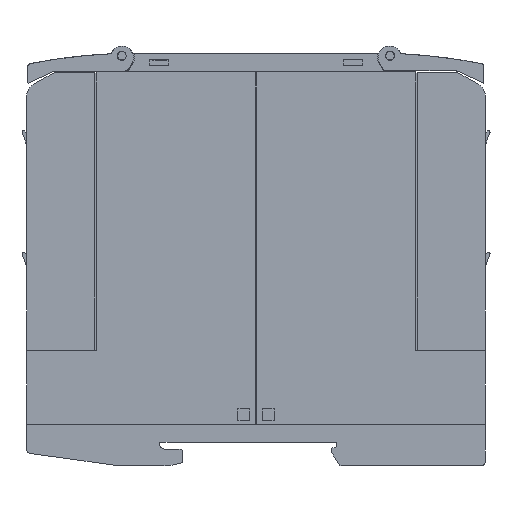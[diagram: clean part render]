
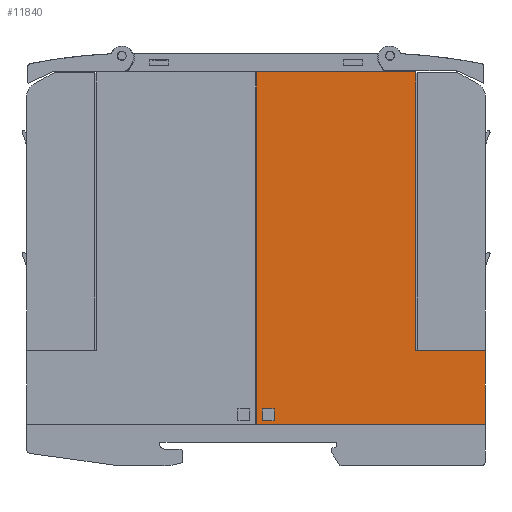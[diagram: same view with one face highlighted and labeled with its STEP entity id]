
A CAD part, left-side view. The second image highlights one B-rep face of the part: STEP entity #11840.
In plain terms, the highlighted planar face has unit normal (-1, 0, 0).
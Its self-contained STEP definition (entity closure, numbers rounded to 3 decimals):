
#11840=ADVANCED_FACE('',(#31130,#31131),#31132,.T.);
#13392=VERTEX_POINT('',#32756);
#13400=VERTEX_POINT('',#32764);
#13404=EDGE_CURVE('',#13392,#13400,#32768,.T.);
#25962=VERTEX_POINT('',#45326);
#25966=VERTEX_POINT('',#45330);
#25968=EDGE_CURVE('',#25966,#25962,#45332,.T.);
#25980=VERTEX_POINT('',#45344);
#25984=EDGE_CURVE('',#25962,#25980,#45348,.T.);
#26000=VERTEX_POINT('',#45364);
#26004=VERTEX_POINT('',#45368);
#26006=EDGE_CURVE('',#26000,#26004,#45370,.T.);
#26022=VERTEX_POINT('',#45386);
#26026=EDGE_CURVE('',#25980,#26022,#45390,.T.);
#26030=EDGE_CURVE('',#26022,#25966,#45394,.T.);
#26032=VERTEX_POINT('',#45396);
#26034=EDGE_CURVE('',#13400,#26032,#45398,.T.);
#26042=VERTEX_POINT('',#45406);
#26044=EDGE_CURVE('',#26042,#13392,#45408,.T.);
#26052=EDGE_CURVE('',#26032,#26004,#45416,.T.);
#26054=EDGE_CURVE('',#26000,#26042,#45418,.T.);
#31130=FACE_OUTER_BOUND('',#50484,.T.);
#31131=FACE_BOUND('',#50485,.T.);
#31132=PLANE('',#50486);
#32756=CARTESIAN_POINT('',(0.0,1.03,25.101));
#32764=CARTESIAN_POINT('',(0.0,16.13,25.101));
#32768=LINE('',#53024,#53025);
#45326=CARTESIAN_POINT('',(0.0,47.03,12.401));
#45330=CARTESIAN_POINT('',(0.0,49.63,12.401));
#45332=LINE('',#73084,#73085);
#45344=CARTESIAN_POINT('',(0.0,47.03,9.801));
#45348=LINE('',#73112,#73113);
#45364=CARTESIAN_POINT('',(0.0,50.93,9.001));
#45368=CARTESIAN_POINT('',(0.0,50.93,85.801));
#45370=LINE('',#73144,#73145);
#45386=CARTESIAN_POINT('',(0.0,49.63,9.801));
#45390=LINE('',#73176,#73177);
#45394=LINE('',#73184,#73185);
#45396=CARTESIAN_POINT('',(0.0,16.13,85.801));
#45398=LINE('',#73190,#73191);
#45406=CARTESIAN_POINT('',(0.0,1.03,9.001));
#45408=LINE('',#73206,#73207);
#45416=LINE('',#73220,#73221);
#45418=LINE('',#73224,#73225);
#50484=EDGE_LOOP('',(#88315,#88316,#88317,#88318,#88319,#88320));
#50485=EDGE_LOOP('',(#88321,#88322,#88323,#88324));
#50486=AXIS2_PLACEMENT_3D('',#88325,#88326,#88327);
#53024=CARTESIAN_POINT('',(0.0,4.78,25.101));
#53025=VECTOR('',#89444,1.0);
#73084=CARTESIAN_POINT('',(0.0,24.68,12.401));
#73085=VECTOR('',#94144,1.0);
#73112=CARTESIAN_POINT('',(0.0,47.03,10.051));
#73113=VECTOR('',#94150,1.0);
#73144=CARTESIAN_POINT('',(0.0,50.93,9.001));
#73145=VECTOR('',#94155,1.0);
#73176=CARTESIAN_POINT('',(0.0,24.68,9.801));
#73177=VECTOR('',#94161,1.0);
#73184=CARTESIAN_POINT('',(0.0,49.63,10.051));
#73185=VECTOR('',#94163,1.0);
#73190=CARTESIAN_POINT('',(0.0,16.13,32.226));
#73191=VECTOR('',#94164,1.0);
#73206=CARTESIAN_POINT('',(0.0,1.03,9.001));
#73207=VECTOR('',#94167,1.0);
#73220=CARTESIAN_POINT('',(0.0,50.93,85.801));
#73221=VECTOR('',#94170,1.0);
#73224=CARTESIAN_POINT('',(0.0,50.93,9.001));
#73225=VECTOR('',#94171,1.0);
#88315=ORIENTED_EDGE('',*,*,#13404,.T.);
#88316=ORIENTED_EDGE('',*,*,#26034,.T.);
#88317=ORIENTED_EDGE('',*,*,#26052,.T.);
#88318=ORIENTED_EDGE('',*,*,#26006,.F.);
#88319=ORIENTED_EDGE('',*,*,#26054,.T.);
#88320=ORIENTED_EDGE('',*,*,#26044,.T.);
#88321=ORIENTED_EDGE('',*,*,#26030,.T.);
#88322=ORIENTED_EDGE('',*,*,#25968,.T.);
#88323=ORIENTED_EDGE('',*,*,#25984,.T.);
#88324=ORIENTED_EDGE('',*,*,#26026,.T.);
#88325=CARTESIAN_POINT('',(0.0,1.03,9.001));
#88326=DIRECTION('',(-1.0,0.0,0.0));
#88327=DIRECTION('',(0.0,1.0,0.0));
#89444=DIRECTION('',(0.0,1.0,0.0));
#94144=DIRECTION('',(0.0,-1.0,0.0));
#94150=DIRECTION('',(0.0,0.0,-1.0));
#94155=DIRECTION('',(0.0,0.0,1.0));
#94161=DIRECTION('',(0.0,1.0,0.0));
#94163=DIRECTION('',(0.0,-0.0,1.0));
#94164=DIRECTION('',(0.0,-0.0,1.0));
#94167=DIRECTION('',(0.0,0.0,1.0));
#94170=DIRECTION('',(0.0,1.0,0.0));
#94171=DIRECTION('',(0.0,-1.0,0.0));
